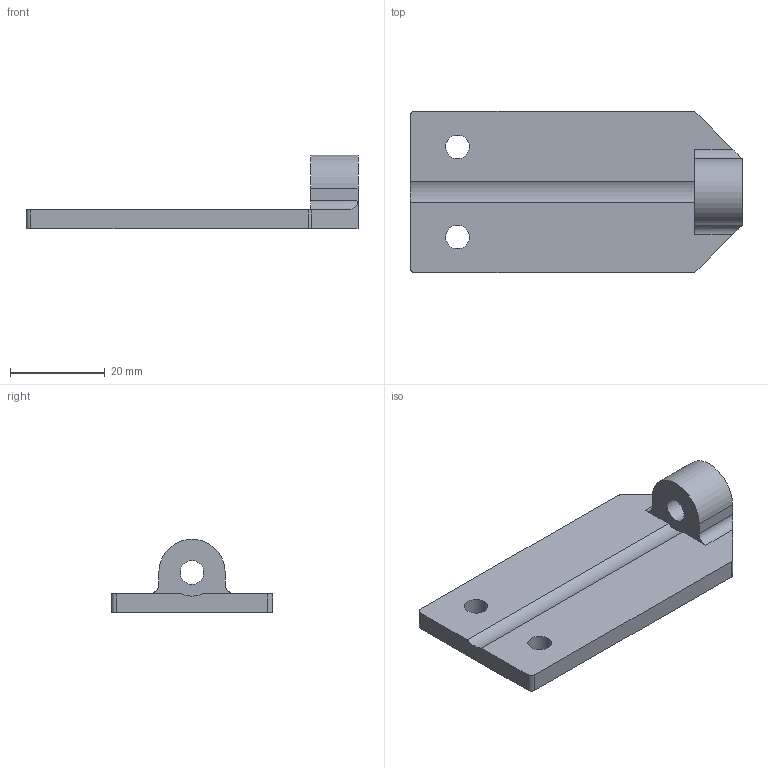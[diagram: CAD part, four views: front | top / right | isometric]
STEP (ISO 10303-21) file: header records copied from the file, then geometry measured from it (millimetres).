
FILE_DESCRIPTION(/* description */ (''),/* implementation_level */ '2;1');
FILE_NAME(/* name */ 'C-Bot EndStop Z Bolt V1.stp',/* time_stamp */ '2015-10-18T17:55:36+01:00',/* author */ (''),/* organization */ (''),/* preprocessor_version */ 'ST-DEVELOPER v15.2',/* originating_system */ 'Autodesk Translator Framework v2.0.0.5431',/* authorisation */ '');
FILE_SCHEMA (('AUTOMOTIVE_DESIGN { 1 0 10303 214 3 1 1 }'));
Length unit declared in the file: centimetre
Products named in the file (1): C-Bot EndStop Z Bolt V1
Bounding box: 70 x 34 x 15.5 mm (x, y, z)
Volume: 10092.7 mm3; surface area: 5950.7 mm2
Topology: 1 solids, 1 shells, 23 faces, 61 edges, 40 vertices
Faces by surface type: plane 12, cylinder 11
Full cylindrical faces by diameter (mm): 5 x3
Entity records: 729 total; most frequent: DIRECTION 128, CARTESIAN_POINT 122, ORIENTED_EDGE 116, EDGE_CURVE 58, AXIS2_PLACEMENT_3D 46, VERTEX_POINT 40, LINE 36, VECTOR 36
